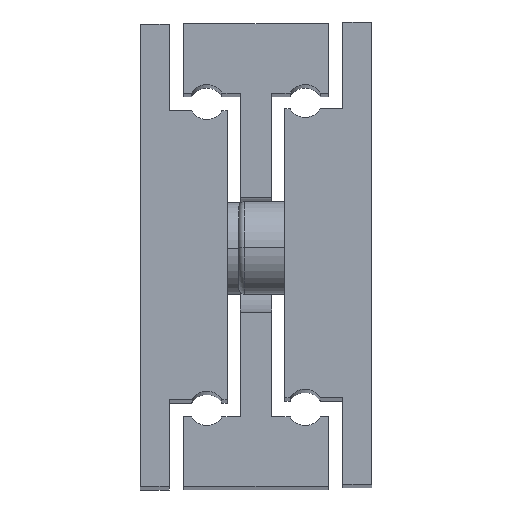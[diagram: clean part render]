
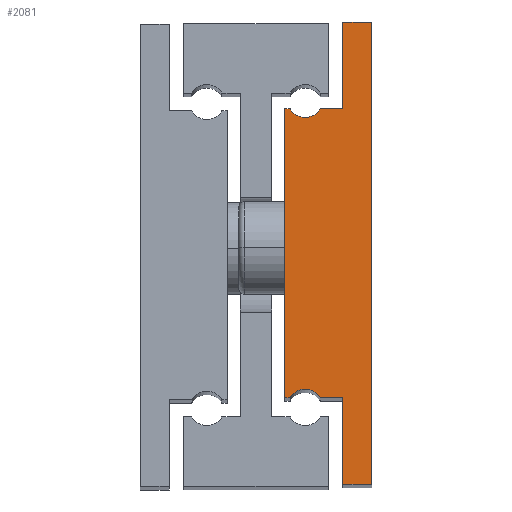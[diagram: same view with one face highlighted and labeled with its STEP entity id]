
A CAD part, top view. The second image highlights one B-rep face of the part: STEP entity #2081.
In plain terms, the highlighted planar face has unit normal (0, 0, 1).
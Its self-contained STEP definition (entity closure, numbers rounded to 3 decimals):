
#5 = CARTESIAN_POINT ( 'NONE',  ( 3.5, 51.5, 350. ) ) ;
#24 = EDGE_CURVE ( 'NONE', #1936, #1649, #2071, .T. ) ;
#112 = ORIENTED_EDGE ( 'NONE', *, *, #334, .T. ) ;
#114 = ORIENTED_EDGE ( 'NONE', *, *, #3872, .T. ) ;
#139 = PLANE ( 'NONE',  #2396 ) ;
#170 = CARTESIAN_POINT ( 'NONE',  ( 10., -15., 350. ) ) ;
#186 = CIRCLE ( 'NONE', #2711, 3. ) ;
#200 = EDGE_CURVE ( 'NONE', #1129, #2123, #1255, .T. ) ;
#217 = VECTOR ( 'NONE', #841, 1000. ) ;
#334 = EDGE_CURVE ( 'NONE', #4226, #3198, #602, .T. ) ;
#370 = LINE ( 'NONE', #3546, #2809 ) ;
#398 = DIRECTION ( 'NONE',  ( -1., 0., 0. ) ) ;
#407 = AXIS2_PLACEMENT_3D ( 'NONE', #5, #1078, #1370 ) ;
#411 = DIRECTION ( 'NONE',  ( 0., 0., -1. ) ) ;
#453 = LINE ( 'NONE', #170, #2279 ) ;
#474 = CARTESIAN_POINT ( 'NONE',  ( 10., -15., 350. ) ) ;
#519 = LINE ( 'NONE', #1961, #701 ) ;
#532 = VECTOR ( 'NONE', #2322, 1000. ) ;
#534 = VERTEX_POINT ( 'NONE', #3054 ) ;
#581 = EDGE_CURVE ( 'NONE', #534, #3800, #1818, .T. ) ;
#602 = CIRCLE ( 'NONE', #407, 3. ) ;
#619 = VERTEX_POINT ( 'NONE', #1754 ) ;
#701 = VECTOR ( 'NONE', #3318, 1000. ) ;
#770 = CARTESIAN_POINT ( 'NONE',  ( 3.5, -1.5, 350. ) ) ;
#807 = ORIENTED_EDGE ( 'NONE', *, *, #2915, .T. ) ;
#841 = DIRECTION ( 'NONE',  ( 0., -1., 0. ) ) ;
#870 = DIRECTION ( 'NONE',  ( -1., 0., 0. ) ) ;
#882 = DIRECTION ( 'NONE',  ( 1., 0., 0. ) ) ;
#962 = EDGE_CURVE ( 'NONE', #1649, #534, #1673, .T. ) ;
#1035 = ORIENTED_EDGE ( 'NONE', *, *, #962, .T. ) ;
#1037 = ORIENTED_EDGE ( 'NONE', *, *, #24, .T. ) ;
#1078 = DIRECTION ( 'NONE',  ( 0., 0., -1. ) ) ;
#1105 = EDGE_CURVE ( 'NONE', #619, #1129, #2569, .T. ) ;
#1129 = VERTEX_POINT ( 'NONE', #4140 ) ;
#1231 = CARTESIAN_POINT ( 'NONE',  ( 0.902, 50., 350. ) ) ;
#1255 = LINE ( 'NONE', #3754, #532 ) ;
#1323 = VERTEX_POINT ( 'NONE', #2746 ) ;
#1327 = CARTESIAN_POINT ( 'NONE',  ( 15., 65., 350. ) ) ;
#1370 = DIRECTION ( 'NONE',  ( 1., 0., 0. ) ) ;
#1379 = LINE ( 'NONE', #4169, #2584 ) ;
#1382 = CARTESIAN_POINT ( 'NONE',  ( 10., 65., 350. ) ) ;
#1383 = CARTESIAN_POINT ( 'NONE',  ( 15., -15., 350. ) ) ;
#1398 = VECTOR ( 'NONE', #398, 1000. ) ;
#1418 = CARTESIAN_POINT ( 'NONE',  ( 3.5, -1.5, 350. ) ) ;
#1516 = DIRECTION ( 'NONE',  ( -1., 0., 0. ) ) ;
#1609 = CARTESIAN_POINT ( 'NONE',  ( 6.098, 0., 350. ) ) ;
#1649 = VERTEX_POINT ( 'NONE', #2490 ) ;
#1673 = LINE ( 'NONE', #1327, #3686 ) ;
#1754 = CARTESIAN_POINT ( 'NONE',  ( 0., 50., 350. ) ) ;
#1818 = LINE ( 'NONE', #1382, #1398 ) ;
#1839 = DIRECTION ( 'NONE',  ( 0., -1., 0. ) ) ;
#1936 = VERTEX_POINT ( 'NONE', #474 ) ;
#1947 = LINE ( 'NONE', #3278, #4121 ) ;
#1961 = CARTESIAN_POINT ( 'NONE',  ( 0.902, 50., 350. ) ) ;
#1983 = CARTESIAN_POINT ( 'NONE',  ( 10., 65., 350. ) ) ;
#2027 = DIRECTION ( 'NONE',  ( -1., 0., 0. ) ) ;
#2071 = LINE ( 'NONE', #1383, #2137 ) ;
#2081 = ADVANCED_FACE ( 'NONE', ( #4265 ), #139, .F. ) ;
#2123 = VERTEX_POINT ( 'NONE', #3386 ) ;
#2137 = VECTOR ( 'NONE', #2399, 1000. ) ;
#2279 = VECTOR ( 'NONE', #4313, 1000. ) ;
#2322 = DIRECTION ( 'NONE',  ( 0., -1., 0. ) ) ;
#2390 = CARTESIAN_POINT ( 'NONE',  ( 10., 50., 350. ) ) ;
#2396 = AXIS2_PLACEMENT_3D ( 'NONE', #770, #2833, #1516 ) ;
#2399 = DIRECTION ( 'NONE',  ( 1., 0., 0. ) ) ;
#2450 = VERTEX_POINT ( 'NONE', #2390 ) ;
#2490 = CARTESIAN_POINT ( 'NONE',  ( 15., -15., 350. ) ) ;
#2513 = DIRECTION ( 'NONE',  ( 1., 0., 0. ) ) ;
#2552 = EDGE_CURVE ( 'NONE', #3151, #1323, #3991, .T. ) ;
#2569 = LINE ( 'NONE', #3236, #217 ) ;
#2584 = VECTOR ( 'NONE', #1839, 1000. ) ;
#2674 = ORIENTED_EDGE ( 'NONE', *, *, #200, .T. ) ;
#2708 = DIRECTION ( 'NONE',  ( 0., 1., 0. ) ) ;
#2711 = AXIS2_PLACEMENT_3D ( 'NONE', #1418, #411, #2027 ) ;
#2746 = CARTESIAN_POINT ( 'NONE',  ( 10., 0., 350. ) ) ;
#2809 = VECTOR ( 'NONE', #870, 1000. ) ;
#2833 = DIRECTION ( 'NONE',  ( 0., 0., -1. ) ) ;
#2893 = ORIENTED_EDGE ( 'NONE', *, *, #1105, .T. ) ;
#2894 = ORIENTED_EDGE ( 'NONE', *, *, #4189, .T. ) ;
#2915 = EDGE_CURVE ( 'NONE', #3078, #3151, #186, .T. ) ;
#2965 = ORIENTED_EDGE ( 'NONE', *, *, #4346, .T. ) ;
#3008 = EDGE_CURVE ( 'NONE', #1323, #1936, #453, .T. ) ;
#3054 = CARTESIAN_POINT ( 'NONE',  ( 15., 65., 350. ) ) ;
#3078 = VERTEX_POINT ( 'NONE', #4261 ) ;
#3151 = VERTEX_POINT ( 'NONE', #1609 ) ;
#3198 = VERTEX_POINT ( 'NONE', #1231 ) ;
#3236 = CARTESIAN_POINT ( 'NONE',  ( 0., 50., 350. ) ) ;
#3278 = CARTESIAN_POINT ( 'NONE',  ( 0., 0., 350. ) ) ;
#3315 = ORIENTED_EDGE ( 'NONE', *, *, #3593, .T. ) ;
#3318 = DIRECTION ( 'NONE',  ( -1., 0., 0. ) ) ;
#3386 = CARTESIAN_POINT ( 'NONE',  ( 0., 0., 350. ) ) ;
#3441 = ORIENTED_EDGE ( 'NONE', *, *, #2552, .T. ) ;
#3546 = CARTESIAN_POINT ( 'NONE',  ( 10., 50., 350. ) ) ;
#3586 = CARTESIAN_POINT ( 'NONE',  ( 6.098, 0., 350. ) ) ;
#3591 = VECTOR ( 'NONE', #2513, 1000. ) ;
#3593 = EDGE_CURVE ( 'NONE', #2123, #3078, #1947, .T. ) ;
#3686 = VECTOR ( 'NONE', #2708, 1000. ) ;
#3733 = CARTESIAN_POINT ( 'NONE',  ( 6.098, 50., 350. ) ) ;
#3754 = CARTESIAN_POINT ( 'NONE',  ( 0., 50., 350. ) ) ;
#3800 = VERTEX_POINT ( 'NONE', #1983 ) ;
#3872 = EDGE_CURVE ( 'NONE', #3800, #2450, #1379, .T. ) ;
#3895 = ORIENTED_EDGE ( 'NONE', *, *, #3008, .T. ) ;
#3991 = LINE ( 'NONE', #3586, #3591 ) ;
#4121 = VECTOR ( 'NONE', #882, 1000. ) ;
#4140 = CARTESIAN_POINT ( 'NONE',  ( 0., 25.927, 350. ) ) ;
#4169 = CARTESIAN_POINT ( 'NONE',  ( 10., 50., 350. ) ) ;
#4189 = EDGE_CURVE ( 'NONE', #3198, #619, #519, .T. ) ;
#4226 = VERTEX_POINT ( 'NONE', #3733 ) ;
#4247 = EDGE_LOOP ( 'NONE', ( #2893, #2674, #3315, #807, #3441, #3895, #1037, #1035, #4392, #114, #2965, #112, #2894 ) ) ;
#4261 = CARTESIAN_POINT ( 'NONE',  ( 0.902, 0., 350. ) ) ;
#4265 = FACE_OUTER_BOUND ( 'NONE', #4247, .T. ) ;
#4313 = DIRECTION ( 'NONE',  ( 0., -1., 0. ) ) ;
#4346 = EDGE_CURVE ( 'NONE', #2450, #4226, #370, .T. ) ;
#4392 = ORIENTED_EDGE ( 'NONE', *, *, #581, .T. ) ;
